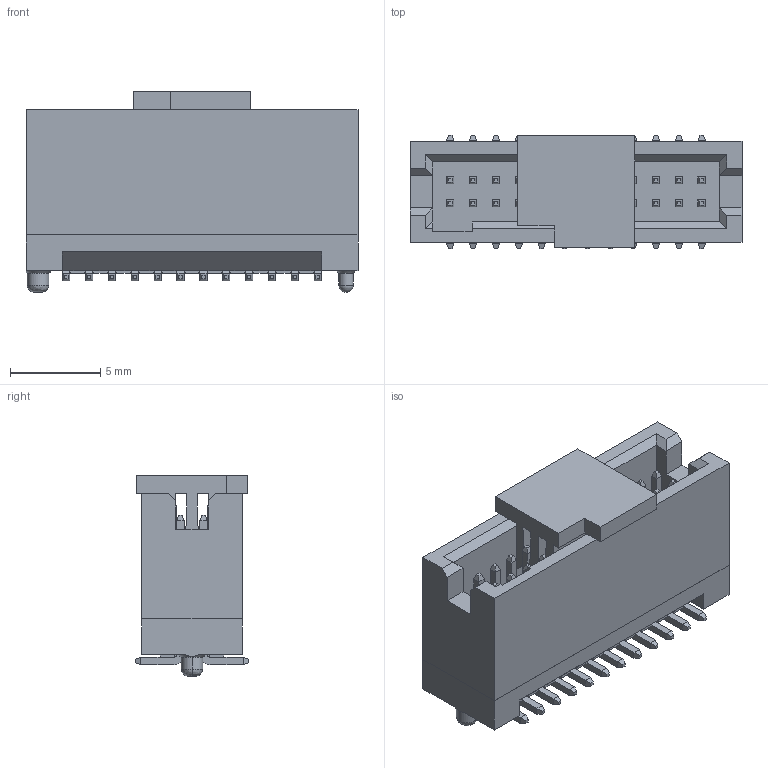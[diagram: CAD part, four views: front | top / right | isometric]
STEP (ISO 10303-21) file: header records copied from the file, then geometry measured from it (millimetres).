
FILE_DESCRIPTION( ('This file contains a STEP AP42 implementation' ,'as created by ZW3D STEP Interface translator.') ,'2;1' );
FILE_NAME( '3100-XXMXXB095X1.stp' ,'231115. 95226', (''), ('ZWCAD Software Co.'), 'Version 1.0', 'ZW3D to STEP translator', '' );
FILE_SCHEMA(('AUTOMOTIVE_DESIGN { 1 0 10303 214 1 1 1 1 }'));
Length unit declared in the file: millimetre
Products named in the file (4): 0; 3100-24MG0B095R1; 3100-10MG0B089T1_13; CAP3131-G201_1_13
Assembly tree (2 placements, depth 2):
  0
  3100-24MG0B095R1
    3100-10MG0B089T1_13
    CAP3131-G201_1_13
Bounding box: 18.44 x 6.3 x 11.15 mm (x, y, z)
Volume: 684.3 mm3; surface area: 1668.7 mm2
Topology: 2 solids, 2 shells, 1238 faces, 3241 edges, 1934 vertices
Faces by surface type: plane 1167, cylinder 61, cone 6, bspline 2, sphere 2
Entity records: 38253 total; most frequent: CARTESIAN_POINT 6510, ORIENTED_EDGE 6506, DIRECTION 5873, EDGE_CURVE 3253, VECTOR 3115, LINE 3115, VERTEX_POINT 1948, AXIS2_PLACEMENT_3D 1379
